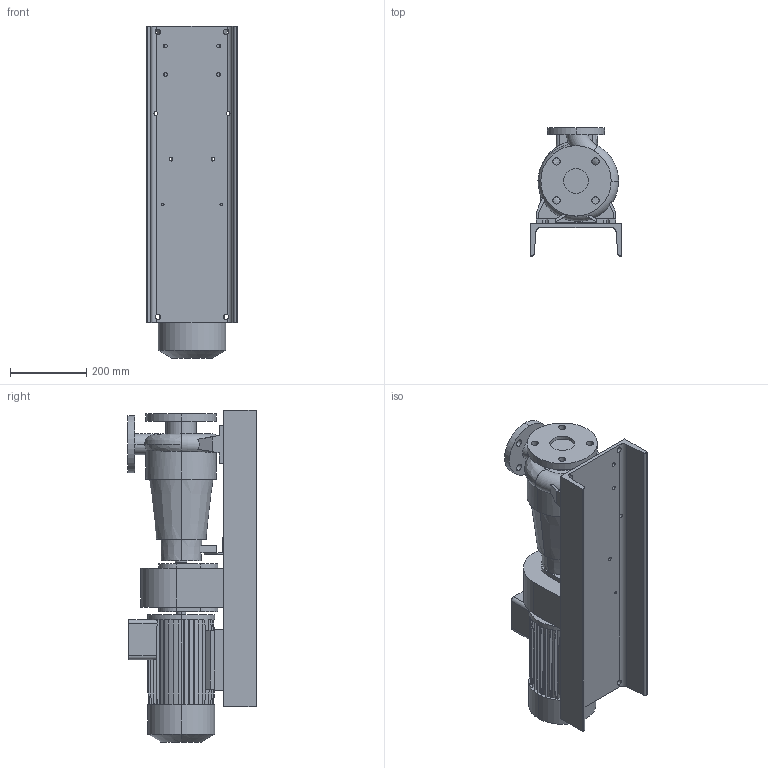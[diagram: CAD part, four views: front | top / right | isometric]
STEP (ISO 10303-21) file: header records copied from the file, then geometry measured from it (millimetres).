
FILE_DESCRIPTION (( 'STEP AP203' ), '1' );
FILE_NAME ('10018071swa00.step', '2023-07-07T12:28:14', ( '' ), ( '' ), 'SwSTEP 2.0', 'SolidWorks 2020', '' );
FILE_SCHEMA (( 'CONFIG_CONTROL_DESIGN' ));
Length unit declared in the file: millimetre
Products named in the file (5): 10018072swp00_90L; 10012573swp00_10; 10018097swp00_MCG 05 N 40-125 90; 10017783swp00_40-125; 10018071swa00
Assembly tree (4 placements, depth 2):
  10018071swa00
    10017783swp00_40-125
    10018097swp00_MCG 05 N 40-125 90
    10018072swp00_90L
    10012573swp00_10
Bounding box: 240 x 337 x 873 mm (x, y, z)
Volume: 23791597.4 mm3; surface area: 1657799.1 mm2
Topology: 6 solids, 6 shells, 533 faces, 1524 edges, 1014 vertices
Faces by surface type: plane 366, cylinder 152, cone 8, torus 5, bspline 2
Entity records: 19705 total; most frequent: CARTESIAN_POINT 4927, ORIENTED_EDGE 3048, DIRECTION 2872, EDGE_CURVE 1524, VECTOR 1122, LINE 1122, VERTEX_POINT 1014, AXIS2_PLACEMENT_3D 875
